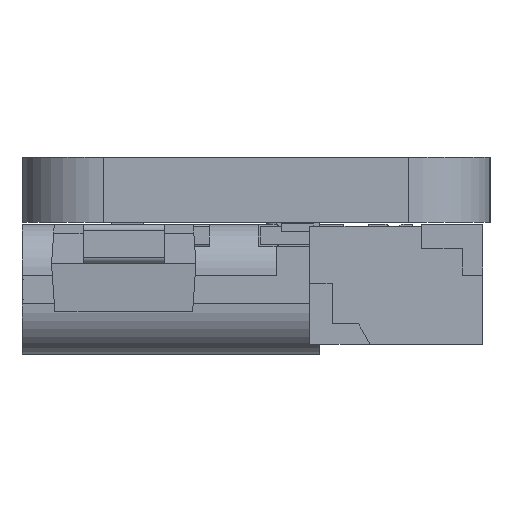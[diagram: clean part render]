
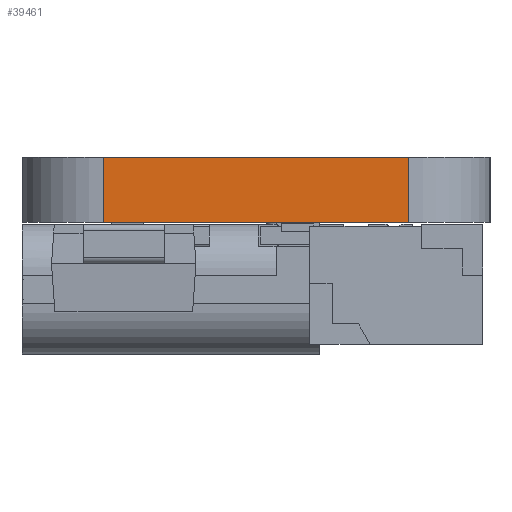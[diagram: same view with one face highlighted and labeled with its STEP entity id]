
A CAD part, left-side view. The second image highlights one B-rep face of the part: STEP entity #39461.
In plain terms, the highlighted planar face has unit normal (-1, 0, 0).
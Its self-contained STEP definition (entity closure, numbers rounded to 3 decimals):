
#36968 = PLANE('',#36969);
#36969 = AXIS2_PLACEMENT_3D('',#36970,#36971,#36972);
#36970 = CARTESIAN_POINT('',(-5.75,-5.75,1.6));
#36971 = DIRECTION('',(0.,0.,1.));
#36972 = DIRECTION('',(1.,0.,0.));
#36996 = CYLINDRICAL_SURFACE('',#36997,2.);
#36997 = AXIS2_PLACEMENT_3D('',#36998,#36999,#37000);
#36998 = CARTESIAN_POINT('',(-25.5,-2.,0.));
#36999 = DIRECTION('',(0.,0.,-1.));
#37000 = DIRECTION('',(1.,0.,0.));
#37022 = PLANE('',#37023);
#37023 = AXIS2_PLACEMENT_3D('',#37024,#37025,#37026);
#37024 = CARTESIAN_POINT('',(-5.75,-5.75,0.));
#37025 = DIRECTION('',(0.,0.,1.));
#37026 = DIRECTION('',(1.,0.,0.));
#37117 = VERTEX_POINT('',#37118);
#37118 = CARTESIAN_POINT('',(-27.5,-2.,1.6));
#37140 = EDGE_CURVE('',#37141,#37117,#37143,.T.);
#37141 = VERTEX_POINT('',#37142);
#37142 = CARTESIAN_POINT('',(-27.5,-2.,0.));
#37143 = SURFACE_CURVE('',#37144,(#37148,#37155),.PCURVE_S1.);
#37144 = LINE('',#37145,#37146);
#37145 = CARTESIAN_POINT('',(-27.5,-2.,0.));
#37146 = VECTOR('',#37147,1.);
#37147 = DIRECTION('',(0.,0.,1.));
#37148 = PCURVE('',#36996,#37149);
#37149 = DEFINITIONAL_REPRESENTATION('',(#37150),#37154);
#37150 = LINE('',#37151,#37152);
#37151 = CARTESIAN_POINT('',(-3.142,0.));
#37152 = VECTOR('',#37153,1.);
#37153 = DIRECTION('',(0.,-1.));
#37154 = ( GEOMETRIC_REPRESENTATION_CONTEXT(2) 
PARAMETRIC_REPRESENTATION_CONTEXT() REPRESENTATION_CONTEXT('2D SPACE',''
  ) );
#37155 = PCURVE('',#37156,#37161);
#37156 = PLANE('',#37157);
#37157 = AXIS2_PLACEMENT_3D('',#37158,#37159,#37160);
#37158 = CARTESIAN_POINT('',(-27.5,-2.,0.));
#37159 = DIRECTION('',(1.,0.,0.));
#37160 = DIRECTION('',(0.,-1.,0.));
#37161 = DEFINITIONAL_REPRESENTATION('',(#37162),#37166);
#37162 = LINE('',#37163,#37164);
#37163 = CARTESIAN_POINT('',(0.,0.));
#37164 = VECTOR('',#37165,1.);
#37165 = DIRECTION('',(0.,-1.));
#37166 = ( GEOMETRIC_REPRESENTATION_CONTEXT(2) 
PARAMETRIC_REPRESENTATION_CONTEXT() REPRESENTATION_CONTEXT('2D SPACE',''
  ) );
#37195 = EDGE_CURVE('',#37141,#37196,#37198,.T.);
#37196 = VERTEX_POINT('',#37197);
#37197 = CARTESIAN_POINT('',(-27.5,-9.5,0.));
#37198 = SURFACE_CURVE('',#37199,(#37203,#37210),.PCURVE_S1.);
#37199 = LINE('',#37200,#37201);
#37200 = CARTESIAN_POINT('',(-27.5,-2.,0.));
#37201 = VECTOR('',#37202,1.);
#37202 = DIRECTION('',(0.,-1.,0.));
#37203 = PCURVE('',#37022,#37204);
#37204 = DEFINITIONAL_REPRESENTATION('',(#37205),#37209);
#37205 = LINE('',#37206,#37207);
#37206 = CARTESIAN_POINT('',(-21.75,3.75));
#37207 = VECTOR('',#37208,1.);
#37208 = DIRECTION('',(0.,-1.));
#37209 = ( GEOMETRIC_REPRESENTATION_CONTEXT(2) 
PARAMETRIC_REPRESENTATION_CONTEXT() REPRESENTATION_CONTEXT('2D SPACE',''
  ) );
#37210 = PCURVE('',#37156,#37211);
#37211 = DEFINITIONAL_REPRESENTATION('',(#37212),#37216);
#37212 = LINE('',#37213,#37214);
#37213 = CARTESIAN_POINT('',(0.,0.));
#37214 = VECTOR('',#37215,1.);
#37215 = DIRECTION('',(1.,0.));
#37216 = ( GEOMETRIC_REPRESENTATION_CONTEXT(2) 
PARAMETRIC_REPRESENTATION_CONTEXT() REPRESENTATION_CONTEXT('2D SPACE',''
  ) );
#37235 = CYLINDRICAL_SURFACE('',#37236,2.);
#37236 = AXIS2_PLACEMENT_3D('',#37237,#37238,#37239);
#37237 = CARTESIAN_POINT('',(-25.5,-9.5,0.));
#37238 = DIRECTION('',(0.,0.,-1.));
#37239 = DIRECTION('',(1.,0.,0.));
#38415 = EDGE_CURVE('',#37117,#38416,#38418,.T.);
#38416 = VERTEX_POINT('',#38417);
#38417 = CARTESIAN_POINT('',(-27.5,-9.5,1.6));
#38418 = SURFACE_CURVE('',#38419,(#38423,#38430),.PCURVE_S1.);
#38419 = LINE('',#38420,#38421);
#38420 = CARTESIAN_POINT('',(-27.5,-2.,1.6));
#38421 = VECTOR('',#38422,1.);
#38422 = DIRECTION('',(0.,-1.,0.));
#38423 = PCURVE('',#36968,#38424);
#38424 = DEFINITIONAL_REPRESENTATION('',(#38425),#38429);
#38425 = LINE('',#38426,#38427);
#38426 = CARTESIAN_POINT('',(-21.75,3.75));
#38427 = VECTOR('',#38428,1.);
#38428 = DIRECTION('',(0.,-1.));
#38429 = ( GEOMETRIC_REPRESENTATION_CONTEXT(2) 
PARAMETRIC_REPRESENTATION_CONTEXT() REPRESENTATION_CONTEXT('2D SPACE',''
  ) );
#38430 = PCURVE('',#37156,#38431);
#38431 = DEFINITIONAL_REPRESENTATION('',(#38432),#38436);
#38432 = LINE('',#38433,#38434);
#38433 = CARTESIAN_POINT('',(0.,-1.6));
#38434 = VECTOR('',#38435,1.);
#38435 = DIRECTION('',(1.,0.));
#38436 = ( GEOMETRIC_REPRESENTATION_CONTEXT(2) 
PARAMETRIC_REPRESENTATION_CONTEXT() REPRESENTATION_CONTEXT('2D SPACE',''
  ) );
#39461 = ADVANCED_FACE('',(#39462),#37156,.F.);
#39462 = FACE_BOUND('',#39463,.F.);
#39463 = EDGE_LOOP('',(#39464,#39465,#39466,#39487));
#39464 = ORIENTED_EDGE('',*,*,#37140,.T.);
#39465 = ORIENTED_EDGE('',*,*,#38415,.T.);
#39466 = ORIENTED_EDGE('',*,*,#39467,.F.);
#39467 = EDGE_CURVE('',#37196,#38416,#39468,.T.);
#39468 = SURFACE_CURVE('',#39469,(#39473,#39480),.PCURVE_S1.);
#39469 = LINE('',#39470,#39471);
#39470 = CARTESIAN_POINT('',(-27.5,-9.5,0.));
#39471 = VECTOR('',#39472,1.);
#39472 = DIRECTION('',(0.,0.,1.));
#39473 = PCURVE('',#37156,#39474);
#39474 = DEFINITIONAL_REPRESENTATION('',(#39475),#39479);
#39475 = LINE('',#39476,#39477);
#39476 = CARTESIAN_POINT('',(7.5,0.));
#39477 = VECTOR('',#39478,1.);
#39478 = DIRECTION('',(0.,-1.));
#39479 = ( GEOMETRIC_REPRESENTATION_CONTEXT(2) 
PARAMETRIC_REPRESENTATION_CONTEXT() REPRESENTATION_CONTEXT('2D SPACE',''
  ) );
#39480 = PCURVE('',#37235,#39481);
#39481 = DEFINITIONAL_REPRESENTATION('',(#39482),#39486);
#39482 = LINE('',#39483,#39484);
#39483 = CARTESIAN_POINT('',(-3.142,0.));
#39484 = VECTOR('',#39485,1.);
#39485 = DIRECTION('',(0.,-1.));
#39486 = ( GEOMETRIC_REPRESENTATION_CONTEXT(2) 
PARAMETRIC_REPRESENTATION_CONTEXT() REPRESENTATION_CONTEXT('2D SPACE',''
  ) );
#39487 = ORIENTED_EDGE('',*,*,#37195,.F.);
